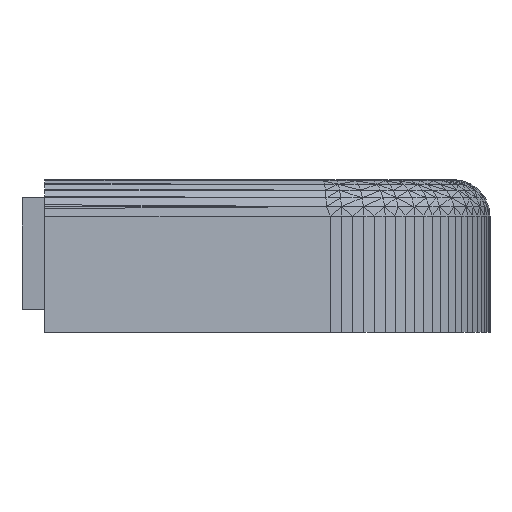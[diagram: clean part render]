
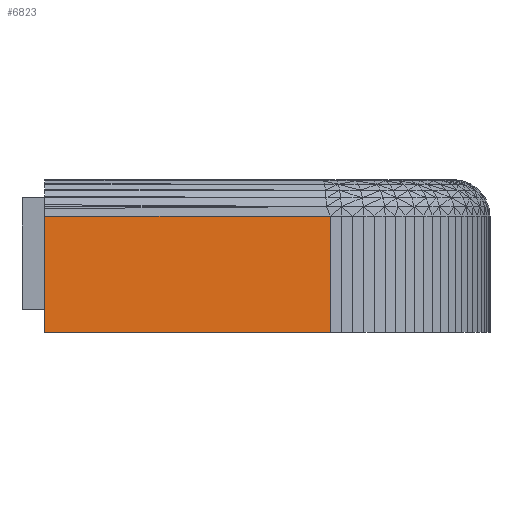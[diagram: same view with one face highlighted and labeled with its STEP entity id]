
A CAD part, front view. The second image highlights one B-rep face of the part: STEP entity #6823.
In plain terms, the highlighted planar face has unit normal (0.1, -0.995, 0).
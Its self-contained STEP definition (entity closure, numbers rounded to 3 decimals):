
#197 = PLANE('',#198);
#198 = AXIS2_PLACEMENT_3D('',#199,#200,#201);
#199 = CARTESIAN_POINT('',(242.5,-90.,167.5));
#200 = DIRECTION('',(1.,0.,0.));
#201 = DIRECTION('',(0.,0.,1.));
#2325 = EDGE_CURVE('',#2326,#2328,#2330,.T.);
#2326 = VERTEX_POINT('',#2327);
#2327 = CARTESIAN_POINT('',(242.5,-45.967,167.5));
#2328 = VERTEX_POINT('',#2329);
#2329 = CARTESIAN_POINT('',(242.5,-45.967,193.));
#2330 = SURFACE_CURVE('',#2331,(#2335,#2341),.PCURVE_S1.);
#2331 = LINE('',#2332,#2333);
#2332 = CARTESIAN_POINT('',(242.5,-45.967,167.25));
#2333 = VECTOR('',#2334,1.);
#2334 = DIRECTION('',(0.,0.,1.));
#2335 = PCURVE('',#197,#2336);
#2336 = DEFINITIONAL_REPRESENTATION('',(#2337),#2340);
#2337 = B_SPLINE_CURVE_WITH_KNOTS('',1,(#2338,#2339),.UNSPECIFIED.,.F.,
  .F.,(2,2),(-17.75,30.95),.PIECEWISE_BEZIER_KNOTS.);
#2338 = CARTESIAN_POINT('',(-18.,-44.033));
#2339 = CARTESIAN_POINT('',(30.7,-44.033));
#2340 = ( GEOMETRIC_REPRESENTATION_CONTEXT(2) 
PARAMETRIC_REPRESENTATION_CONTEXT() REPRESENTATION_CONTEXT('2D SPACE',''
  ) );
#2341 = PCURVE('',#2342,#2347);
#2342 = PLANE('',#2343);
#2343 = AXIS2_PLACEMENT_3D('',#2344,#2345,#2346);
#2344 = CARTESIAN_POINT('',(156.725,-54.587,167.));
#2345 = DIRECTION('',(0.1,-0.995,0.));
#2346 = DIRECTION('',(-0.995,-0.1,0.));
#2347 = DEFINITIONAL_REPRESENTATION('',(#2348),#2351);
#2348 = B_SPLINE_CURVE_WITH_KNOTS('',1,(#2349,#2350),.UNSPECIFIED.,.F.,
  .F.,(2,2),(-17.75,30.95),.PIECEWISE_BEZIER_KNOTS.);
#2349 = CARTESIAN_POINT('',(-86.207,17.5));
#2350 = CARTESIAN_POINT('',(-86.207,-31.2));
#2351 = ( GEOMETRIC_REPRESENTATION_CONTEXT(2) 
PARAMETRIC_REPRESENTATION_CONTEXT() REPRESENTATION_CONTEXT('2D SPACE',''
  ) );
#2369 = PLANE('',#2370);
#2370 = AXIS2_PLACEMENT_3D('',#2371,#2372,#2373);
#2371 = CARTESIAN_POINT('',(242.5,-90.,167.5));
#2372 = DIRECTION('',(0.,0.,1.));
#2373 = DIRECTION('',(1.,0.,0.));
#3178 = PLANE('',#3179);
#3179 = AXIS2_PLACEMENT_3D('',#3180,#3181,#3182);
#3180 = CARTESIAN_POINT('',(157.068,-54.487,
    193.519));
#3181 = DIRECTION('',(-0.099,0.987,-0.125)
  );
#3182 = DIRECTION('',(0.,0.125,0.992)
  );
#6823 = ADVANCED_FACE('',(#6824),#2342,.T.);
#6824 = FACE_BOUND('',#6825,.T.);
#6825 = EDGE_LOOP('',(#6826,#6847,#6875,#6895));
#6826 = ORIENTED_EDGE('',*,*,#6827,.F.);
#6827 = EDGE_CURVE('',#6828,#2326,#6830,.T.);
#6828 = VERTEX_POINT('',#6829);
#6829 = CARTESIAN_POINT('',(305.013,-39.685,167.5));
#6830 = SURFACE_CURVE('',#6831,(#6835,#6841),.PCURVE_S1.);
#6831 = LINE('',#6832,#6833);
#6832 = CARTESIAN_POINT('',(197.422,-50.497,167.5));
#6833 = VECTOR('',#6834,1.);
#6834 = DIRECTION('',(-0.995,-0.1,0.));
#6835 = PCURVE('',#2342,#6836);
#6836 = DEFINITIONAL_REPRESENTATION('',(#6837),#6840);
#6837 = B_SPLINE_CURVE_WITH_KNOTS('',1,(#6838,#6839),.UNSPECIFIED.,.F.,
  .F.,(2,2),(-137.94,-17.164),.PIECEWISE_BEZIER_KNOTS.);
#6838 = CARTESIAN_POINT('',(-178.842,-0.5));
#6839 = CARTESIAN_POINT('',(-58.066,-0.5));
#6840 = ( GEOMETRIC_REPRESENTATION_CONTEXT(2) 
PARAMETRIC_REPRESENTATION_CONTEXT() REPRESENTATION_CONTEXT('2D SPACE',''
  ) );
#6841 = PCURVE('',#2369,#6842);
#6842 = DEFINITIONAL_REPRESENTATION('',(#6843),#6846);
#6843 = B_SPLINE_CURVE_WITH_KNOTS('',1,(#6844,#6845),.UNSPECIFIED.,.F.,
  .F.,(2,2),(-137.94,-17.164),.PIECEWISE_BEZIER_KNOTS.);
#6844 = CARTESIAN_POINT('',(92.171,53.296));
#6845 = CARTESIAN_POINT('',(-28.,41.219));
#6846 = ( GEOMETRIC_REPRESENTATION_CONTEXT(2) 
PARAMETRIC_REPRESENTATION_CONTEXT() REPRESENTATION_CONTEXT('2D SPACE',''
  ) );
#6847 = ORIENTED_EDGE('',*,*,#6848,.T.);
#6848 = EDGE_CURVE('',#6828,#6849,#6851,.T.);
#6849 = VERTEX_POINT('',#6850);
#6850 = CARTESIAN_POINT('',(305.013,-39.685,193.));
#6851 = SURFACE_CURVE('',#6852,(#6856,#6863),.PCURVE_S1.);
#6852 = LINE('',#6853,#6854);
#6853 = CARTESIAN_POINT('',(305.013,-39.685,141.));
#6854 = VECTOR('',#6855,1.);
#6855 = DIRECTION('',(0.,0.,1.));
#6856 = PCURVE('',#2342,#6857);
#6857 = DEFINITIONAL_REPRESENTATION('',(#6858),#6862);
#6858 = LINE('',#6859,#6860);
#6859 = CARTESIAN_POINT('',(-149.035,26.));
#6860 = VECTOR('',#6861,1.);
#6861 = DIRECTION('',(0.,-1.));
#6862 = ( GEOMETRIC_REPRESENTATION_CONTEXT(2) 
PARAMETRIC_REPRESENTATION_CONTEXT() REPRESENTATION_CONTEXT('2D SPACE',''
  ) );
#6863 = PCURVE('',#6864,#6869);
#6864 = PLANE('',#6865);
#6865 = AXIS2_PLACEMENT_3D('',#6866,#6867,#6868);
#6866 = CARTESIAN_POINT('',(307.495,-39.292,141.));
#6867 = DIRECTION('',(0.156,-0.988,0.));
#6868 = DIRECTION('',(-0.988,-0.156,0.));
#6869 = DEFINITIONAL_REPRESENTATION('',(#6870),#6874);
#6870 = LINE('',#6871,#6872);
#6871 = CARTESIAN_POINT('',(2.513,0.));
#6872 = VECTOR('',#6873,1.);
#6873 = DIRECTION('',(0.,-1.));
#6874 = ( GEOMETRIC_REPRESENTATION_CONTEXT(2) 
PARAMETRIC_REPRESENTATION_CONTEXT() REPRESENTATION_CONTEXT('2D SPACE',''
  ) );
#6875 = ORIENTED_EDGE('',*,*,#6876,.T.);
#6876 = EDGE_CURVE('',#6849,#2328,#6877,.T.);
#6877 = SURFACE_CURVE('',#6878,(#6882,#6889),.PCURVE_S1.);
#6878 = LINE('',#6879,#6880);
#6879 = CARTESIAN_POINT('',(305.013,-39.685,193.));
#6880 = VECTOR('',#6881,1.);
#6881 = DIRECTION('',(-0.995,-0.1,0.));
#6882 = PCURVE('',#2342,#6883);
#6883 = DEFINITIONAL_REPRESENTATION('',(#6884),#6888);
#6884 = LINE('',#6885,#6886);
#6885 = CARTESIAN_POINT('',(-149.035,-26.));
#6886 = VECTOR('',#6887,1.);
#6887 = DIRECTION('',(1.,0.));
#6888 = ( GEOMETRIC_REPRESENTATION_CONTEXT(2) 
PARAMETRIC_REPRESENTATION_CONTEXT() REPRESENTATION_CONTEXT('2D SPACE',''
  ) );
#6889 = PCURVE('',#3178,#6890);
#6890 = DEFINITIONAL_REPRESENTATION('',(#6891),#6894);
#6891 = B_SPLINE_CURVE_WITH_KNOTS('',1,(#6892,#6893),.UNSPECIFIED.,.F.,
  .F.,(2,2),(0.,298.069),.PIECEWISE_BEZIER_KNOTS.);
#6892 = CARTESIAN_POINT('',(1.338,148.679));
#6893 = CARTESIAN_POINT('',(-2.392,-149.367));
#6894 = ( GEOMETRIC_REPRESENTATION_CONTEXT(2) 
PARAMETRIC_REPRESENTATION_CONTEXT() REPRESENTATION_CONTEXT('2D SPACE',''
  ) );
#6895 = ORIENTED_EDGE('',*,*,#2325,.F.);
